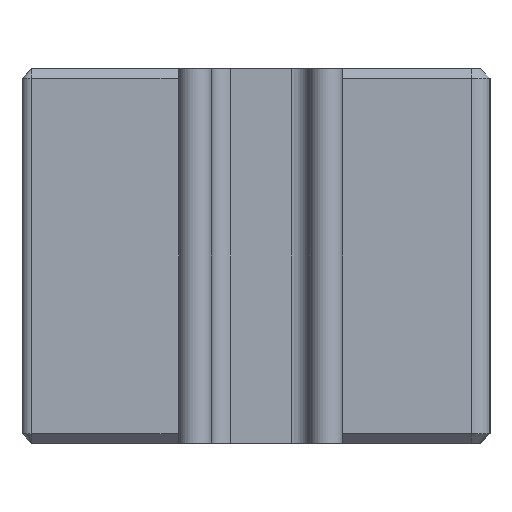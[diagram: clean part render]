
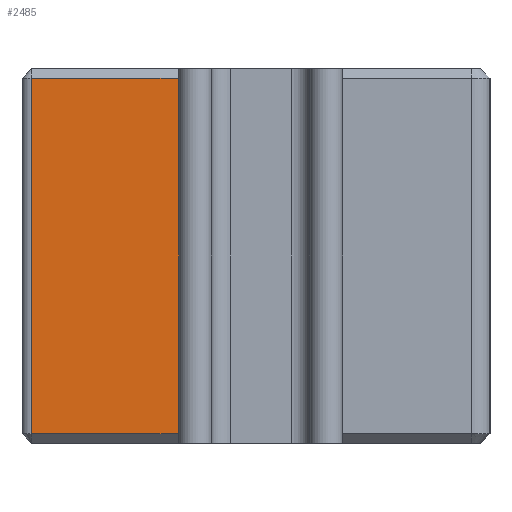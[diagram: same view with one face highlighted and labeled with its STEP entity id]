
A CAD part, left-side view. The second image highlights one B-rep face of the part: STEP entity #2485.
In plain terms, the highlighted planar face has unit normal (-1, 0, 0).
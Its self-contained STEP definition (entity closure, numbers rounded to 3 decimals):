
#211=FACE_OUTER_BOUND('',#366,.T.);
#366=EDGE_LOOP('',(#1795,#1796,#1797,#1798));
#541=LINE('',#3780,#821);
#562=LINE('',#3834,#842);
#563=LINE('',#3838,#843);
#564=LINE('',#3839,#844);
#821=VECTOR('',#3002,10.);
#842=VECTOR('',#3059,10.);
#843=VECTOR('',#3064,10.);
#844=VECTOR('',#3065,10.);
#1100=VERTEX_POINT('',#3777);
#1101=VERTEX_POINT('',#3779);
#1116=VERTEX_POINT('',#3833);
#1117=VERTEX_POINT('',#3837);
#1337=EDGE_CURVE('',#1100,#1101,#541,.T.);
#1364=EDGE_CURVE('',#1101,#1116,#562,.T.);
#1366=EDGE_CURVE('',#1100,#1117,#563,.T.);
#1367=EDGE_CURVE('',#1116,#1117,#564,.T.);
#1795=ORIENTED_EDGE('',*,*,#1337,.F.);
#1796=ORIENTED_EDGE('',*,*,#1366,.T.);
#1797=ORIENTED_EDGE('',*,*,#1367,.F.);
#1798=ORIENTED_EDGE('',*,*,#1364,.F.);
#2385=PLANE('',#2681);
#2485=ADVANCED_FACE('',(#211),#2385,.T.);
#2681=AXIS2_PLACEMENT_3D('',#3836,#3062,#3063);
#3002=DIRECTION('',(0.,1.,0.));
#3059=DIRECTION('',(0.,0.,1.));
#3062=DIRECTION('center_axis',(-1.,0.,0.));
#3063=DIRECTION('ref_axis',(0.,-1.,0.));
#3064=DIRECTION('',(0.,0.,1.));
#3065=DIRECTION('',(0.,-1.,0.));
#3777=CARTESIAN_POINT('',(0.,12.9,0.4));
#3779=CARTESIAN_POINT('',(0.,19.6,0.4));
#3780=CARTESIAN_POINT('',(0.,14.8,0.4));
#3833=CARTESIAN_POINT('',(0.,19.6,15.6));
#3834=CARTESIAN_POINT('',(0.,19.6,0.));
#3836=CARTESIAN_POINT('Origin',(0.,19.6,0.));
#3837=CARTESIAN_POINT('',(0.,12.9,15.6));
#3838=CARTESIAN_POINT('',(0.,12.9,8.));
#3839=CARTESIAN_POINT('',(0.,14.8,15.6));
